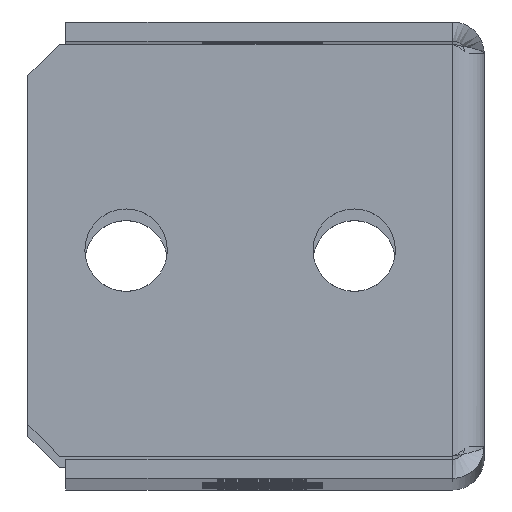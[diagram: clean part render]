
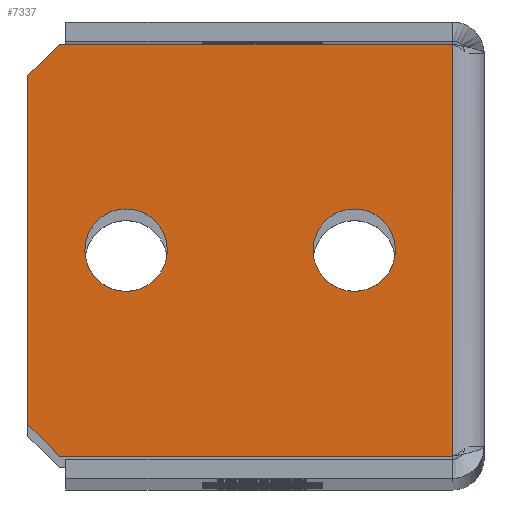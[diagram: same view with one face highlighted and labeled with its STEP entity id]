
A CAD part, top view. The second image highlights one B-rep face of the part: STEP entity #7337.
In plain terms, the highlighted planar face has unit normal (0, 0, 1).
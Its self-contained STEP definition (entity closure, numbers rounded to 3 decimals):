
#547 = LINE ( 'NONE', #1174, #6026 ) ;
#552 = ORIENTED_EDGE ( 'NONE', *, *, #1874, .T. ) ;
#631 = EDGE_CURVE ( 'NONE', #6876, #9159, #1674, .T. ) ;
#1078 = CARTESIAN_POINT ( 'NONE',  ( -3., -4.25, 526.5 ) ) ;
#1174 = CARTESIAN_POINT ( 'NONE',  ( 30.5, -33.5, 526.5 ) ) ;
#1201 = AXIS2_PLACEMENT_3D ( 'NONE', #7212, #3821, #10633 ) ;
#1366 = CIRCLE ( 'NONE', #5495, 3.25 ) ;
#1438 = VECTOR ( 'NONE', #10355, 1000. ) ;
#1449 = FACE_OUTER_BOUND ( 'NONE', #2083, .T. ) ;
#1674 = CIRCLE ( 'NONE', #10306, 3.25 ) ;
#1874 = EDGE_CURVE ( 'NONE', #6649, #5452, #7265, .T. ) ;
#1889 = CARTESIAN_POINT ( 'NONE',  ( 22.75, -18., 526.5 ) ) ;
#1991 = DIRECTION ( 'NONE',  ( 0., 0., -1. ) ) ;
#2083 = EDGE_LOOP ( 'NONE', ( #4155, #7506, #7808, #4479, #2844, #6964 ) ) ;
#2210 = CARTESIAN_POINT ( 'NONE',  ( -3., -31.75, 526.5 ) ) ;
#2221 = CARTESIAN_POINT ( 'NONE',  ( 22.75, -18., 526.5 ) ) ;
#2259 = CARTESIAN_POINT ( 'NONE',  ( 30.5, -34.25, 526.5 ) ) ;
#2361 = VERTEX_POINT ( 'NONE', #2259 ) ;
#2403 = VECTOR ( 'NONE', #10659, 1000. ) ;
#2844 = ORIENTED_EDGE ( 'NONE', *, *, #6209, .F. ) ;
#2922 = VECTOR ( 'NONE', #6909, 1000. ) ;
#3145 = LINE ( 'NONE', #9283, #9522 ) ;
#3466 = CARTESIAN_POINT ( 'NONE',  ( -17.375, -17.375, 526.5 ) ) ;
#3469 = DIRECTION ( 'NONE',  ( -1., 0., 0. ) ) ;
#3633 = DIRECTION ( 'NONE',  ( 0., 0., -1. ) ) ;
#3760 = PLANE ( 'NONE',  #1201 ) ;
#3821 = DIRECTION ( 'NONE',  ( 0., 0., -1. ) ) ;
#4155 = ORIENTED_EDGE ( 'NONE', *, *, #6916, .T. ) ;
#4238 = ORIENTED_EDGE ( 'NONE', *, *, #631, .T. ) ;
#4294 = LINE ( 'NONE', #5300, #9633 ) ;
#4324 = LINE ( 'NONE', #8503, #1438 ) ;
#4349 = EDGE_CURVE ( 'NONE', #9628, #8847, #7868, .T. ) ;
#4479 = ORIENTED_EDGE ( 'NONE', *, *, #10194, .F. ) ;
#4745 = AXIS2_PLACEMENT_3D ( 'NONE', #2221, #5643, #8261 ) ;
#4789 = CIRCLE ( 'NONE', #8398, 3.25 ) ;
#5179 = ORIENTED_EDGE ( 'NONE', *, *, #6513, .T. ) ;
#5300 = CARTESIAN_POINT ( 'NONE',  ( 0.625, -0.625, 526.5 ) ) ;
#5376 = CARTESIAN_POINT ( 'NONE',  ( 1.5, -18., 526.5 ) ) ;
#5391 = CARTESIAN_POINT ( 'NONE',  ( 30.5, -1.75, 526.5 ) ) ;
#5424 = DIRECTION ( 'NONE',  ( -1., 0., 0. ) ) ;
#5447 = DIRECTION ( 'NONE',  ( 0., -1., 0. ) ) ;
#5452 = VERTEX_POINT ( 'NONE', #6445 ) ;
#5495 = AXIS2_PLACEMENT_3D ( 'NONE', #1889, #3633, #3469 ) ;
#5643 = DIRECTION ( 'NONE',  ( 0., 0., -1. ) ) ;
#6026 = VECTOR ( 'NONE', #5447, 1000. ) ;
#6209 = EDGE_CURVE ( 'NONE', #8735, #2361, #547, .T. ) ;
#6268 = CARTESIAN_POINT ( 'NONE',  ( 4.75, -18., 526.5 ) ) ;
#6384 = LINE ( 'NONE', #8195, #2403 ) ;
#6397 = ORIENTED_EDGE ( 'NONE', *, *, #9390, .T. ) ;
#6445 = CARTESIAN_POINT ( 'NONE',  ( 26., -18., 526.5 ) ) ;
#6506 = CARTESIAN_POINT ( 'NONE',  ( 19.5, -18., 526.5 ) ) ;
#6513 = EDGE_CURVE ( 'NONE', #5452, #6649, #1366, .T. ) ;
#6535 = DIRECTION ( 'NONE',  ( -1., 0., 0. ) ) ;
#6649 = VERTEX_POINT ( 'NONE', #6506 ) ;
#6876 = VERTEX_POINT ( 'NONE', #9586 ) ;
#6909 = DIRECTION ( 'NONE',  ( 0.707, -0.707, 0. ) ) ;
#6916 = EDGE_CURVE ( 'NONE', #10011, #11091, #4294, .T. ) ;
#6964 = ORIENTED_EDGE ( 'NONE', *, *, #9682, .T. ) ;
#7212 = CARTESIAN_POINT ( 'NONE',  ( 0., 0., 526.5 ) ) ;
#7265 = CIRCLE ( 'NONE', #4745, 3.25 ) ;
#7337 = ADVANCED_FACE ( 'NONE', ( #10694, #9163, #1449 ), #3760, .F. ) ;
#7506 = ORIENTED_EDGE ( 'NONE', *, *, #10226, .T. ) ;
#7808 = ORIENTED_EDGE ( 'NONE', *, *, #4349, .T. ) ;
#7868 = LINE ( 'NONE', #3466, #2922 ) ;
#8195 = CARTESIAN_POINT ( 'NONE',  ( 30.5, -1.75, 526.5 ) ) ;
#8261 = DIRECTION ( 'NONE',  ( -1., 0., 0. ) ) ;
#8372 = CARTESIAN_POINT ( 'NONE',  ( 4.75, -18., 526.5 ) ) ;
#8398 = AXIS2_PLACEMENT_3D ( 'NONE', #8372, #10942, #9363 ) ;
#8503 = CARTESIAN_POINT ( 'NONE',  ( -3., 0., 526.5 ) ) ;
#8634 = DIRECTION ( 'NONE',  ( -0.707, -0.707, 0. ) ) ;
#8664 = CARTESIAN_POINT ( 'NONE',  ( -0.5, -34.25, 526.5 ) ) ;
#8735 = VERTEX_POINT ( 'NONE', #5391 ) ;
#8847 = VERTEX_POINT ( 'NONE', #8664 ) ;
#8910 = EDGE_LOOP ( 'NONE', ( #6397, #4238 ) ) ;
#8937 = EDGE_LOOP ( 'NONE', ( #552, #5179 ) ) ;
#9159 = VERTEX_POINT ( 'NONE', #5376 ) ;
#9163 = FACE_BOUND ( 'NONE', #8910, .T. ) ;
#9283 = CARTESIAN_POINT ( 'NONE',  ( 30.5, -34.25, 526.5 ) ) ;
#9363 = DIRECTION ( 'NONE',  ( -1., 0., 0. ) ) ;
#9390 = EDGE_CURVE ( 'NONE', #9159, #6876, #4789, .T. ) ;
#9522 = VECTOR ( 'NONE', #6535, 1000. ) ;
#9586 = CARTESIAN_POINT ( 'NONE',  ( 8., -18., 526.5 ) ) ;
#9628 = VERTEX_POINT ( 'NONE', #2210 ) ;
#9633 = VECTOR ( 'NONE', #8634, 1000. ) ;
#9682 = EDGE_CURVE ( 'NONE', #8735, #10011, #6384, .T. ) ;
#9850 = CARTESIAN_POINT ( 'NONE',  ( -0.5, -1.75, 526.5 ) ) ;
#10011 = VERTEX_POINT ( 'NONE', #9850 ) ;
#10194 = EDGE_CURVE ( 'NONE', #2361, #8847, #3145, .T. ) ;
#10226 = EDGE_CURVE ( 'NONE', #11091, #9628, #4324, .T. ) ;
#10306 = AXIS2_PLACEMENT_3D ( 'NONE', #6268, #1991, #5424 ) ;
#10355 = DIRECTION ( 'NONE',  ( 0., -1., 0. ) ) ;
#10633 = DIRECTION ( 'NONE',  ( -1., 0., 0. ) ) ;
#10659 = DIRECTION ( 'NONE',  ( -1., 0., 0. ) ) ;
#10694 = FACE_BOUND ( 'NONE', #8937, .T. ) ;
#10942 = DIRECTION ( 'NONE',  ( 0., 0., -1. ) ) ;
#11091 = VERTEX_POINT ( 'NONE', #1078 ) ;
